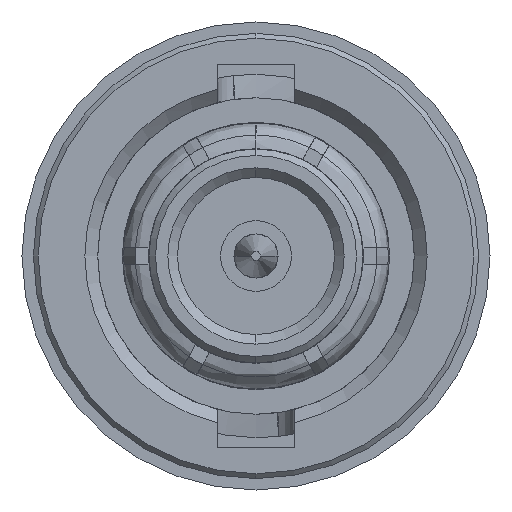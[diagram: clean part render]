
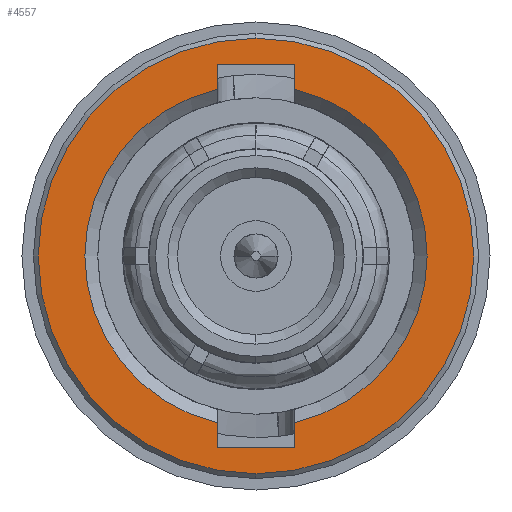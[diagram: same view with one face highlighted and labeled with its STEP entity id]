
A CAD part, left-side view. The second image highlights one B-rep face of the part: STEP entity #4557.
In plain terms, the highlighted planar face has unit normal (-1, 0, 0).
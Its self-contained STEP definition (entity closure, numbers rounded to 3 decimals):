
#66 = CARTESIAN_POINT ( 'NONE',  ( -18.355, 1.2, 16.208 ) ) ;
#89 = ORIENTED_EDGE ( 'NONE', *, *, #1805, .F. ) ;
#207 = VERTEX_POINT ( 'NONE', #1341 ) ;
#573 = CARTESIAN_POINT ( 'NONE',  ( -18.355, 0., 11.025 ) ) ;
#588 = LINE ( 'NONE', #1911, #7849 ) ;
#772 = CIRCLE ( 'NONE', #4848, 6.77 ) ;
#935 = EDGE_CURVE ( 'NONE', #8722, #4316, #772, .T. ) ;
#947 = FACE_BOUND ( 'NONE', #9429, .T. ) ;
#949 = CARTESIAN_POINT ( 'NONE',  ( -18.355, 1.2, 5.842 ) ) ;
#963 = DIRECTION ( 'NONE',  ( 1., 0., 0. ) ) ;
#1001 = EDGE_CURVE ( 'NONE', #4316, #8722, #6079, .T. ) ;
#1237 = EDGE_CURVE ( 'NONE', #4728, #7189, #6203, .T. ) ;
#1341 = CARTESIAN_POINT ( 'NONE',  ( -18.355, -1.2, 5.842 ) ) ;
#1375 = DIRECTION ( 'NONE',  ( 0., 0., -1. ) ) ;
#1392 = DIRECTION ( 'NONE',  ( 0., 0., -1. ) ) ;
#1612 = FACE_OUTER_BOUND ( 'NONE', #2312, .T. ) ;
#1624 = ORIENTED_EDGE ( 'NONE', *, *, #8080, .F. ) ;
#1805 = EDGE_CURVE ( 'NONE', #10229, #3927, #8506, .T. ) ;
#1911 = CARTESIAN_POINT ( 'NONE',  ( -18.355, 0., 16.965 ) ) ;
#1943 = CARTESIAN_POINT ( 'NONE',  ( -18.355, 0., 11.025 ) ) ;
#2061 = VECTOR ( 'NONE', #8665, 1000. ) ;
#2085 = EDGE_CURVE ( 'NONE', #10045, #207, #5540, .T. ) ;
#2132 = VECTOR ( 'NONE', #3784, 1000. ) ;
#2171 = LINE ( 'NONE', #3055, #2061 ) ;
#2312 = EDGE_LOOP ( 'NONE', ( #3335, #4282 ) ) ;
#2600 = ORIENTED_EDGE ( 'NONE', *, *, #3424, .F. ) ;
#2714 = CIRCLE ( 'NONE', #8090, 5.32 ) ;
#2737 = DIRECTION ( 'NONE',  ( 0., 0., 1. ) ) ;
#2800 = LINE ( 'NONE', #9439, #3173 ) ;
#2929 = CARTESIAN_POINT ( 'NONE',  ( -18.355, -1.2, 11.025 ) ) ;
#3055 = CARTESIAN_POINT ( 'NONE',  ( -18.355, 0., 5.085 ) ) ;
#3173 = VECTOR ( 'NONE', #1392, 1000. ) ;
#3335 = ORIENTED_EDGE ( 'NONE', *, *, #1001, .F. ) ;
#3424 = EDGE_CURVE ( 'NONE', #7189, #10229, #588, .T. ) ;
#3578 = ORIENTED_EDGE ( 'NONE', *, *, #10070, .F. ) ;
#3632 = DIRECTION ( 'NONE',  ( 1., 0., 0. ) ) ;
#3721 = DIRECTION ( 'NONE',  ( 0., 0., 1. ) ) ;
#3784 = DIRECTION ( 'NONE',  ( 0., 0., -1. ) ) ;
#3787 = ORIENTED_EDGE ( 'NONE', *, *, #7698, .F. ) ;
#3927 = VERTEX_POINT ( 'NONE', #66 ) ;
#3956 = CARTESIAN_POINT ( 'NONE',  ( -18.355, -1.2, 16.965 ) ) ;
#4071 = VECTOR ( 'NONE', #7451, 1000. ) ;
#4160 = DIRECTION ( 'NONE',  ( -1., 0., 0. ) ) ;
#4258 = AXIS2_PLACEMENT_3D ( 'NONE', #8995, #4160, #9807 ) ;
#4282 = ORIENTED_EDGE ( 'NONE', *, *, #935, .F. ) ;
#4316 = VERTEX_POINT ( 'NONE', #9872 ) ;
#4383 = PLANE ( 'NONE',  #9049 ) ;
#4557 = ADVANCED_FACE ( 'NONE', ( #947, #1612 ), #4383, .F. ) ;
#4728 = VERTEX_POINT ( 'NONE', #6187 ) ;
#4848 = AXIS2_PLACEMENT_3D ( 'NONE', #5762, #963, #6554 ) ;
#4931 = CARTESIAN_POINT ( 'NONE',  ( -18.355, 0., 17.795 ) ) ;
#5540 = LINE ( 'NONE', #2929, #7906 ) ;
#5762 = CARTESIAN_POINT ( 'NONE',  ( -18.355, 0., 11.025 ) ) ;
#5819 = CARTESIAN_POINT ( 'NONE',  ( -18.355, -1.2, 5.085 ) ) ;
#6079 = CIRCLE ( 'NONE', #8825, 6.77 ) ;
#6145 = ORIENTED_EDGE ( 'NONE', *, *, #2085, .F. ) ;
#6174 = DIRECTION ( 'NONE',  ( 1., 0., 0. ) ) ;
#6187 = CARTESIAN_POINT ( 'NONE',  ( -18.355, -1.2, 16.208 ) ) ;
#6203 = LINE ( 'NONE', #9875, #4071 ) ;
#6325 = CIRCLE ( 'NONE', #4258, 5.32 ) ;
#6554 = DIRECTION ( 'NONE',  ( 0., 0., -1. ) ) ;
#6907 = CARTESIAN_POINT ( 'NONE',  ( -18.355, 1.2, 16.965 ) ) ;
#7006 = ORIENTED_EDGE ( 'NONE', *, *, #7825, .T. ) ;
#7189 = VERTEX_POINT ( 'NONE', #3956 ) ;
#7451 = DIRECTION ( 'NONE',  ( 0., 0., 1. ) ) ;
#7516 = DIRECTION ( 'NONE',  ( -1., 0., 0. ) ) ;
#7698 = EDGE_CURVE ( 'NONE', #8095, #8874, #2800, .T. ) ;
#7825 = EDGE_CURVE ( 'NONE', #10045, #8874, #2171, .T. ) ;
#7849 = VECTOR ( 'NONE', #9897, 1000. ) ;
#7906 = VECTOR ( 'NONE', #3721, 1000. ) ;
#8080 = EDGE_CURVE ( 'NONE', #3927, #8095, #6325, .T. ) ;
#8090 = AXIS2_PLACEMENT_3D ( 'NONE', #1943, #7516, #2737 ) ;
#8095 = VERTEX_POINT ( 'NONE', #949 ) ;
#8236 = ORIENTED_EDGE ( 'NONE', *, *, #1237, .F. ) ;
#8441 = CARTESIAN_POINT ( 'NONE',  ( -18.355, 0., 11.025 ) ) ;
#8506 = LINE ( 'NONE', #8598, #2132 ) ;
#8598 = CARTESIAN_POINT ( 'NONE',  ( -18.355, 1.2, 11.025 ) ) ;
#8665 = DIRECTION ( 'NONE',  ( 0., 1., 0. ) ) ;
#8722 = VERTEX_POINT ( 'NONE', #4931 ) ;
#8825 = AXIS2_PLACEMENT_3D ( 'NONE', #573, #6174, #1375 ) ;
#8874 = VERTEX_POINT ( 'NONE', #9985 ) ;
#8995 = CARTESIAN_POINT ( 'NONE',  ( -18.355, 0., 11.025 ) ) ;
#9049 = AXIS2_PLACEMENT_3D ( 'NONE', #8441, #3632, #9261 ) ;
#9261 = DIRECTION ( 'NONE',  ( 0., 0., -1. ) ) ;
#9429 = EDGE_LOOP ( 'NONE', ( #1624, #89, #2600, #8236, #3578, #6145, #7006, #3787 ) ) ;
#9439 = CARTESIAN_POINT ( 'NONE',  ( -18.355, 1.2, 11.025 ) ) ;
#9807 = DIRECTION ( 'NONE',  ( 0., 0., 1. ) ) ;
#9872 = CARTESIAN_POINT ( 'NONE',  ( -18.355, 0., 4.255 ) ) ;
#9875 = CARTESIAN_POINT ( 'NONE',  ( -18.355, -1.2, 11.025 ) ) ;
#9897 = DIRECTION ( 'NONE',  ( 0., 1., 0. ) ) ;
#9985 = CARTESIAN_POINT ( 'NONE',  ( -18.355, 1.2, 5.085 ) ) ;
#10045 = VERTEX_POINT ( 'NONE', #5819 ) ;
#10070 = EDGE_CURVE ( 'NONE', #207, #4728, #2714, .T. ) ;
#10229 = VERTEX_POINT ( 'NONE', #6907 ) ;
